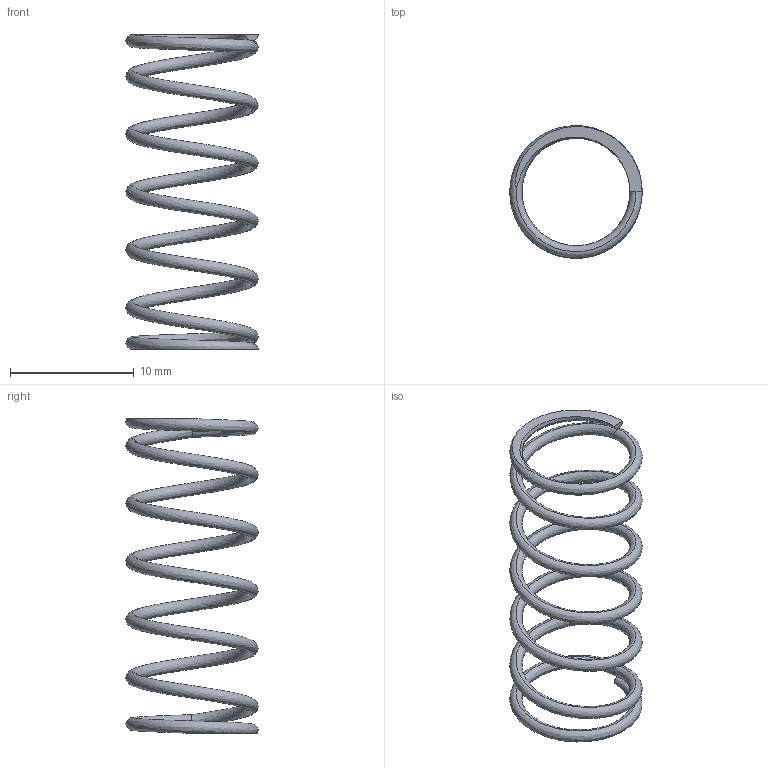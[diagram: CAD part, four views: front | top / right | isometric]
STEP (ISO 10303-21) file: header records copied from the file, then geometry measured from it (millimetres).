
FILE_DESCRIPTION (( 'STEP AP203' ), '1' );
FILE_NAME ('9657K307.step', '2012-07-11T19:37:29', ( 't2jrg' ), ( '' ), 'SwSTEP 2.0', 'SolidWorks 2009', '' );
FILE_SCHEMA (( 'CONFIG_CONTROL_DESIGN' ));
Length unit declared in the file: inch
Products named in the file (1): 9657K307
Bounding box: 10.67 x 10.67 x 25.4 mm (x, y, z)
Volume: 160.9 mm3; surface area: 662.9 mm2
Topology: 1 solids, 1 shells, 10 faces, 22 edges, 14 vertices
Faces by surface type: bspline 6, plane 4
Entity records: 2345 total; most frequent: CARTESIAN_POINT 2107, ORIENTED_EDGE 44, EDGE_CURVE 22, DIRECTION 16, VERTEX_POINT 14, B_SPLINE_CURVE_WITH_KNOTS 12, ADVANCED_FACE 10, EDGE_LOOP 10
